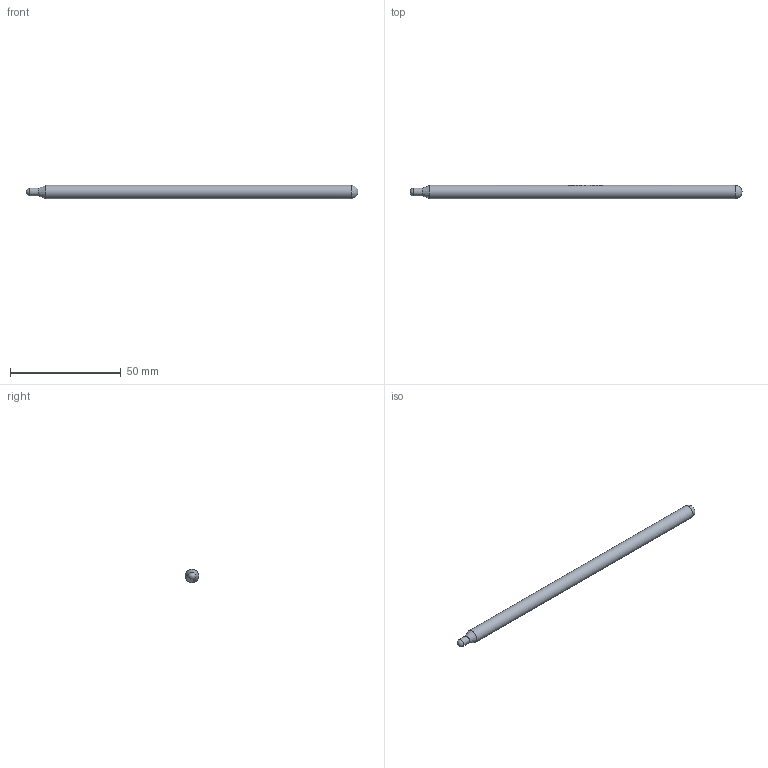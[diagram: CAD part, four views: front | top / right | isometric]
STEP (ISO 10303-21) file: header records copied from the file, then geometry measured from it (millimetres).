
FILE_DESCRIPTION (( 'STEP AP214' ), '1' );
FILE_NAME ('CELSIA_D6L150S.step', '2025-11-20T04:09:09', ( '' ), ( '' ), 'SwSTEP 2.0', 'SolidWorks 2023', '' );
FILE_SCHEMA (( 'AUTOMOTIVE_DESIGN' ));
Length unit declared in the file: millimetre
Products named in the file (1): CELSIA_D6L150S
Bounding box: 149.97 x 6 x 6 mm (x, y, z)
Volume: 4068.1 mm3; surface area: 2781.6 mm2
Topology: 1 solids, 1 shells, 165 faces, 442 edges, 293 vertices
Faces by surface type: bspline 90, plane 52, cylinder 20, sphere 2, cone 1
Full cylindrical faces by diameter (mm): 3.5 x1, 6 x1
Entity records: 11997 total; most frequent: CARTESIAN_POINT 8686, ORIENTED_EDGE 860, EDGE_CURVE 430, DIRECTION 348, VERTEX_POINT 288, B_SPLINE_CURVE_WITH_KNOTS 280, EDGE_LOOP 186, FACE_OUTER_BOUND 167
